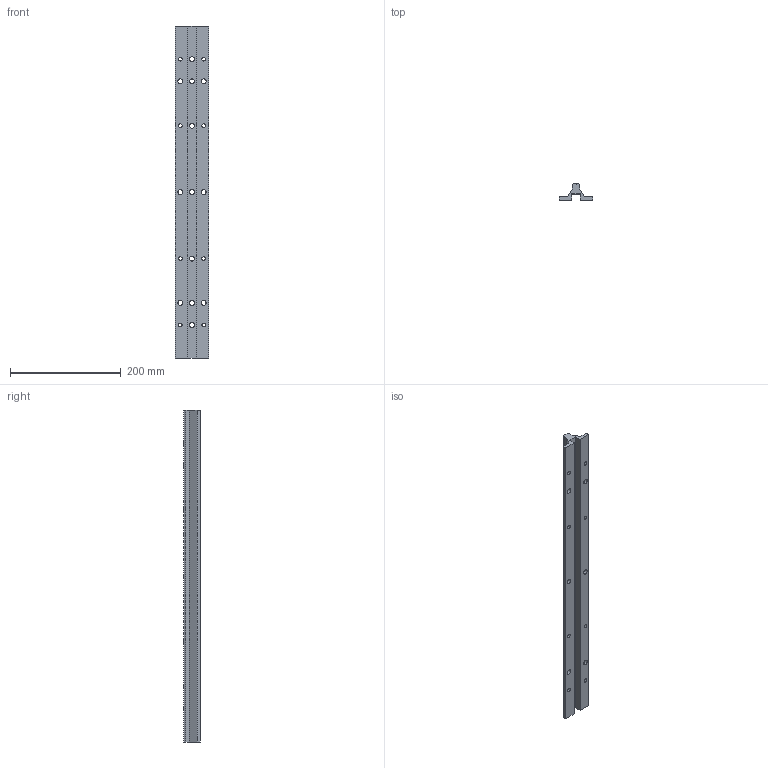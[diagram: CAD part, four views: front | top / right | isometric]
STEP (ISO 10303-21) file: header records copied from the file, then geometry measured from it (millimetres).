
FILE_DESCRIPTION (( 'STEP AP214' ), '1' );
FILE_NAME ('KWS50-25 T1-T2.step', '2021-11-27T10:31:46', ( '' ), ( '' ), 'SwSTEP 2.0', 'SolidWorks 2021', '' );
FILE_SCHEMA (( 'AUTOMOTIVE_DESIGN' ));
Length unit declared in the file: millimetre
Products named in the file (1): KWS50-25 T1-T2
Bounding box: 60 x 30.48 x 599.5 mm (x, y, z)
Volume: 362598.8 mm3; surface area: 118366.6 mm2
Topology: 1 solids, 1 shells, 61 faces, 184 edges, 118 vertices
Faces by surface type: cylinder 42, plane 19
Entity records: 2194 total; most frequent: CARTESIAN_POINT 406, ORIENTED_EDGE 368, DIRECTION 364, EDGE_CURVE 184, AXIS2_PLACEMENT_3D 132, VERTEX_POINT 118, VECTOR 100, LINE 100
